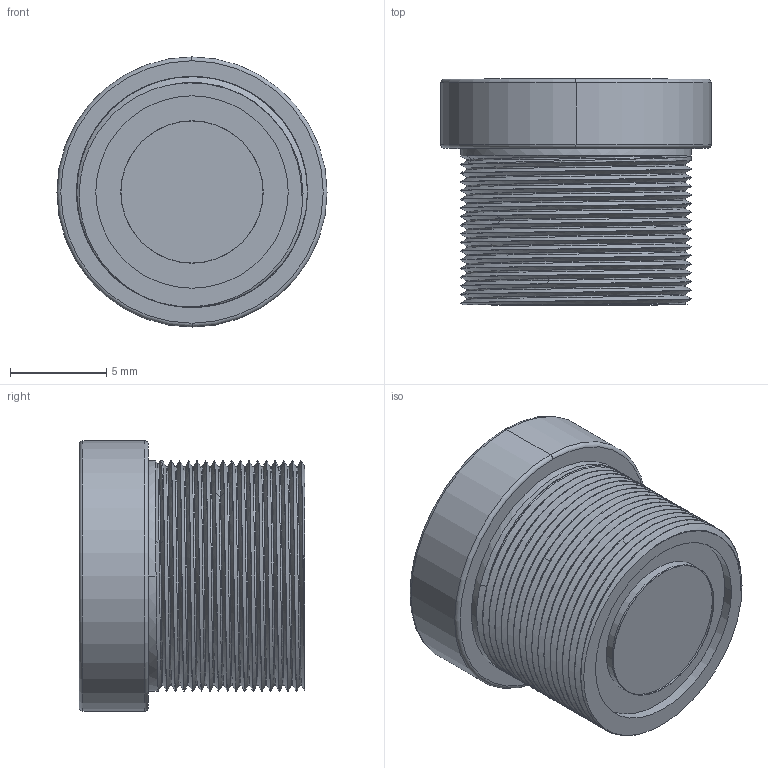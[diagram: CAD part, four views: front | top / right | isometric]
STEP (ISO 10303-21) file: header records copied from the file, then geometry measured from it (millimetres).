
FILE_DESCRIPTION((''),'2;1');
FILE_NAME('LK015','2021-04-23T14:05:24',('Arducam'),(''),'CREO PARAMETRIC BY PTC INC, 2019080','CREO PARAMETRIC BY PTC INC, 2019080','');
FILE_SCHEMA(('AUTOMOTIVE_DESIGN { 1 0 10303 214 1 1 1 1 }'));
Length unit declared in the file: millimetre
Products named in the file (1): LK015
Bounding box: 14.04 x 11.73 x 14.04 mm (x, y, z)
Volume: 1312.1 mm3; surface area: 1040.7 mm2
Topology: 1 solids, 1 shells, 76 faces, 192 edges, 121 vertices
Faces by surface type: cylinder 44, bspline 17, plane 6, torus 4, cone 3, sphere 2
Entity records: 10141 total; most frequent: CARTESIAN_POINT 7952, ORIENTED_EDGE 380, DIRECTION 246, EDGE_CURVE 190, VERTEX_POINT 121, B_SPLINE_CURVE_WITH_KNOTS 98, AXIS2_PLACEMENT_3D 95, EDGE_LOOP 81
